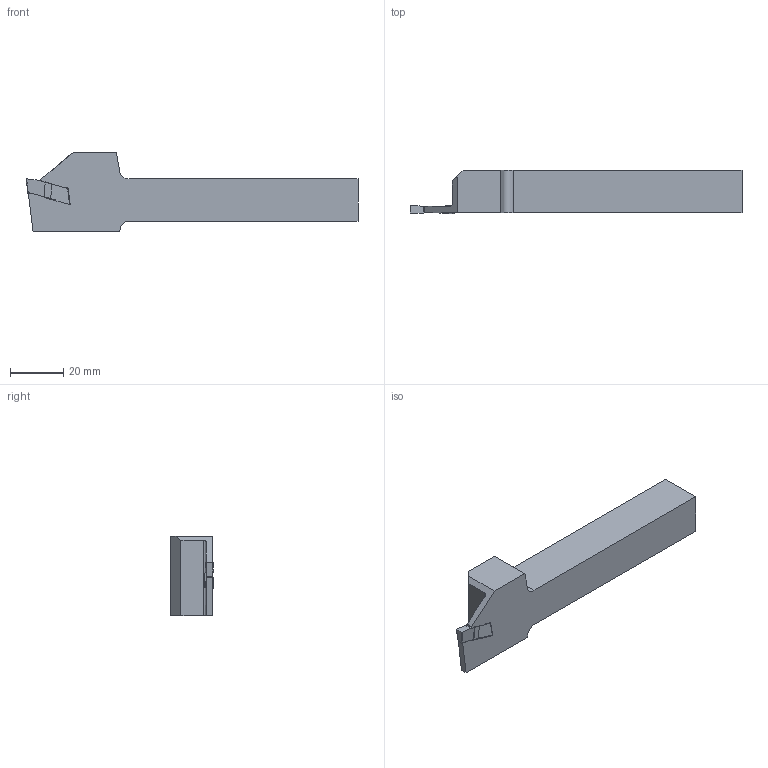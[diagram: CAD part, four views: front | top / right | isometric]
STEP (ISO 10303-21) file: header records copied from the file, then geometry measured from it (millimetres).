
FILE_DESCRIPTION(/* description */ (''),/* implementation_level */ '2;1');
FILE_NAME(/* name */ 'ADKT-IGI-R-1616-3-T15.stp',/* time_stamp */ '2023-10-18T15:14:21+03:00',/* author */ (''),/* organization */ (''),/* preprocessor_version */ 'ST-DEVELOPER v19.4',/* originating_system */ 'SIEMENS PLM Software NX2306.3001',/* authorisation */ '');
FILE_SCHEMA (('AUTOMOTIVE_DESIGN { 1 0 10303 214 3 1 1 1 }'));
Length unit declared in the file: millimetre
Products named in the file (1): ADKT-IGI-R-1616-3-T15-light
Bounding box: 125 x 16.34 x 30 mm (x, y, z)
Volume: 32791.8 mm3; surface area: 9212.8 mm2
Topology: 2 solids, 2 shells, 42 faces, 114 edges, 76 vertices
Faces by surface type: plane 35, cylinder 7
Entity records: 1478 total; most frequent: CARTESIAN_POINT 233, ORIENTED_EDGE 228, DIRECTION 217, EDGE_CURVE 114, LINE 97, VECTOR 97, VERTEX_POINT 76, AXIS2_PLACEMENT_3D 60
